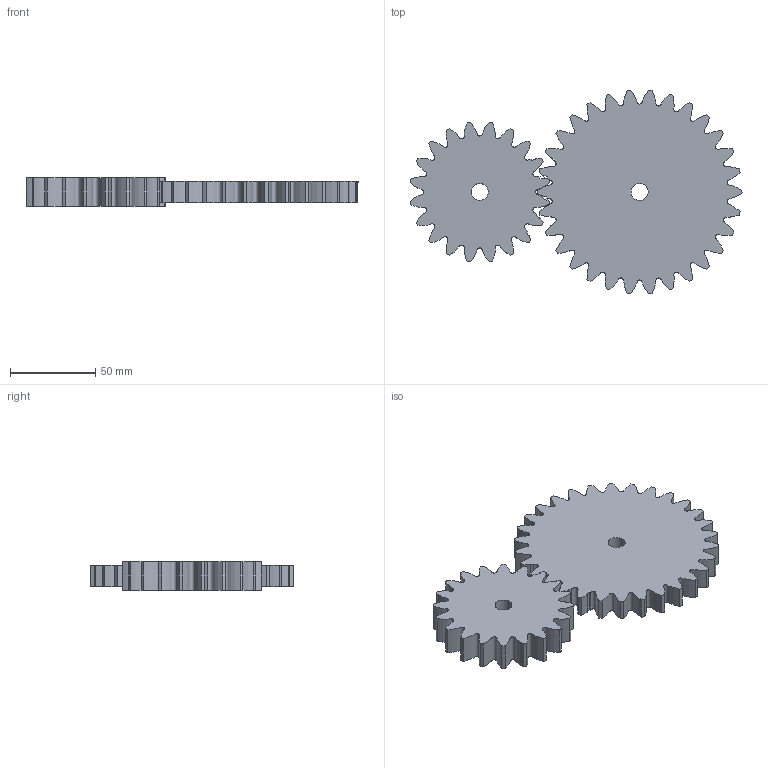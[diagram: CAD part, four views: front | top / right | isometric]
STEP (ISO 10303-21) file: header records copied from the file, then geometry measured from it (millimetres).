
FILE_DESCRIPTION(('CATIA V5 STEP Exchange'),'2;1');
FILE_NAME('2_damage.stp','2025-08-04T08:01:49+00:00',('none'),('none'),'CATIA Version 5 Release 21 GA (IN-10)','CATIA V5 STEP AP203','none');
FILE_SCHEMA(('CONFIG_CONTROL_DESIGN'));
Length unit declared in the file: millimetre
Products named in the file (1): 2
Assembly tree (2 placements, depth 2):
  2
    #58
    #9152
Bounding box: 194.63 x 119.54 x 16.5 mm (x, y, z)
Volume: 185326.5 mm3; surface area: 44826.9 mm2
Topology: 2 solids, 2 shells, 154 faces, 450 edges, 300 vertices
Faces by surface type: bspline 62, cylinder 54, plane 38
Entity records: 15552 total; most frequent: CARTESIAN_POINT 12001, ORIENTED_EDGE 900, EDGE_CURVE 450, DIRECTION 421, VERTEX_POINT 300, B_SPLINE_CURVE_WITH_KNOTS 217, AXIS2_PLACEMENT_3D 202, EDGE_LOOP 158
